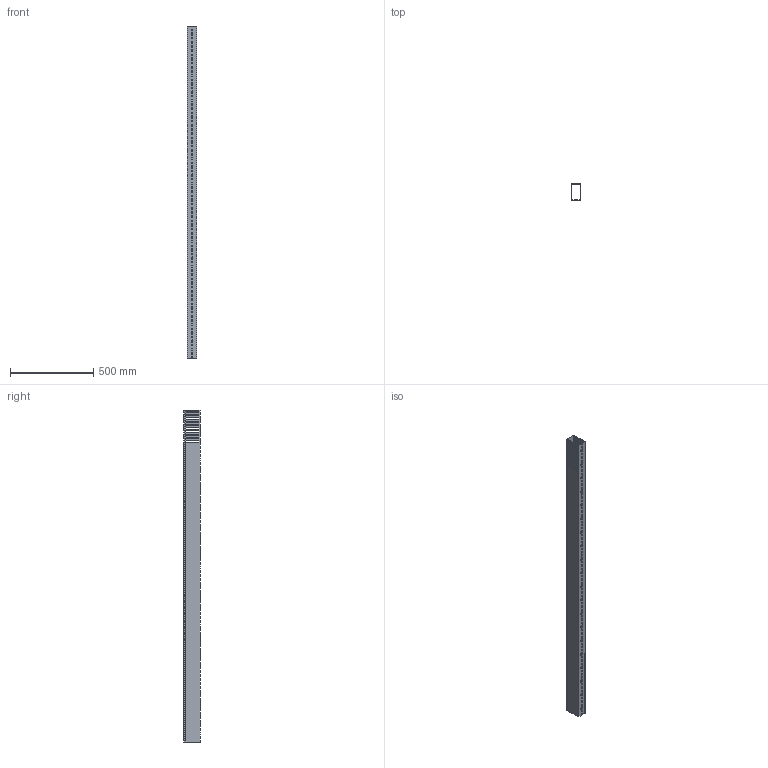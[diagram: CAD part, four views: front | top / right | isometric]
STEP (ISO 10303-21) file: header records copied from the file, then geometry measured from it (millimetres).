
FILE_DESCRIPTION (( 'STEP AP203' ), '1' );
FILE_NAME ('T1-2240G-1.step', '2023-06-22T18:36:58', ( '' ), ( '' ), 'SwSTEP 2.0', 'SolidWorks 2021', '' );
FILE_SCHEMA (( 'CONFIG_CONTROL_DESIGN' ));
Length unit declared in the file: millimetre
Products named in the file (1): T1-2240G-1
Bounding box: 60 x 100 x 2000 mm (x, y, z)
Volume: 1161912 mm3; surface area: 1322381.7 mm2
Topology: 2 solids, 2 shells, 1005 faces, 2943 edges, 1962 vertices
Faces by surface type: plane 534, cylinder 431, cone 40
Entity records: 33790 total; most frequent: CARTESIAN_POINT 6751, ORIENTED_EDGE 5886, DIRECTION 5457, EDGE_CURVE 2943, VERTEX_POINT 1962, VECTOR 1881, LINE 1881, AXIS2_PLACEMENT_3D 1788
